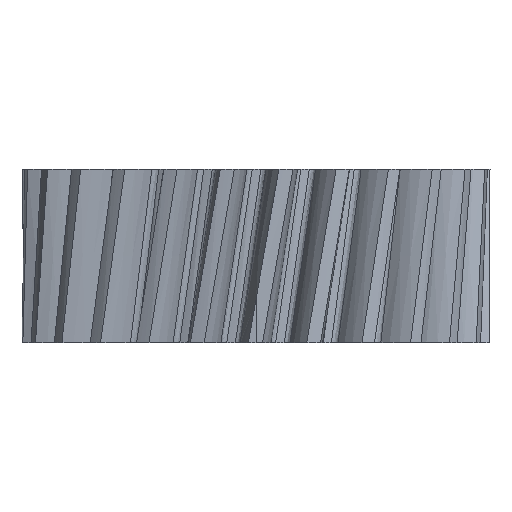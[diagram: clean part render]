
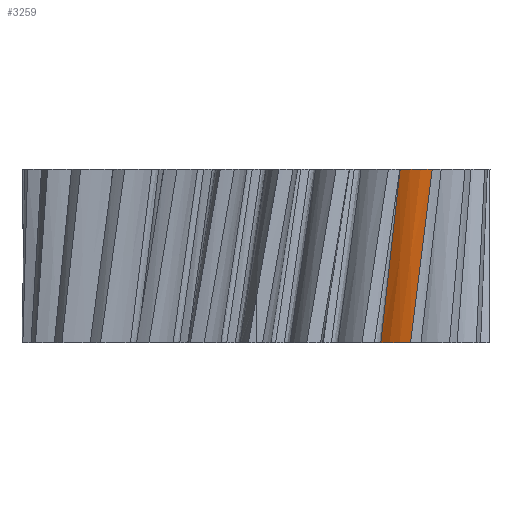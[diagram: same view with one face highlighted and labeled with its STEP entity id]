
A CAD part, left-side view. The second image highlights one B-rep face of the part: STEP entity #3259.
In plain terms, the highlighted free-form (B-spline) face has degree [3, 3] with [4, 5] control points.
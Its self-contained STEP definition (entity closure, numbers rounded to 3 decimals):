
#213 = CARTESIAN_POINT ( 'NONE',  ( -16.645, -15.163, 0. ) ) ;
#288 = CARTESIAN_POINT ( 'NONE',  ( -18.799, -15.678, -6.667 ) ) ;
#356 = VERTEX_POINT ( 'NONE', #3555 ) ;
#797 = CARTESIAN_POINT ( 'NONE',  ( -18.245, -19.137, 6.667 ) ) ;
#832 = ORIENTED_EDGE ( 'NONE', *, *, #5694, .F. ) ;
#836 = CARTESIAN_POINT ( 'NONE',  ( -15.962, -15.865, 6.667 ) ) ;
#908 = ORIENTED_EDGE ( 'NONE', *, *, #1553, .T. ) ;
#1180 = ORIENTED_EDGE ( 'NONE', *, *, #6489, .T. ) ;
#1381 = CARTESIAN_POINT ( 'NONE',  ( -19.323, -20.291, 0. ) ) ;
#1424 = CARTESIAN_POINT ( 'NONE',  ( -17.498, -18.956, 10. ) ) ;
#1449 = CARTESIAN_POINT ( 'NONE',  ( -18.009, -14.393, -10. ) ) ;
#1456 = B_SPLINE_CURVE_WITH_KNOTS ( 'NONE', 3,
 ( #2432, #1424, #6089, #5981 ),
 .UNSPECIFIED., .F., .F.,
 ( 4, 4 ),
 ( 0., 0.004 ),
 .UNSPECIFIED. ) ;
#1553 = EDGE_CURVE ( 'NONE', #2335, #356, #6423, .T. ) ;
#1995 = CARTESIAN_POINT ( 'NONE',  ( -19.065, -18.319, 0. ) ) ;
#2335 = VERTEX_POINT ( 'NONE', #6755 ) ;
#2349 = ORIENTED_EDGE ( 'NONE', *, *, #6852, .F. ) ;
#2432 = CARTESIAN_POINT ( 'NONE',  ( -17.783, -20.317, 10. ) ) ;
#2450 = CARTESIAN_POINT ( 'NONE',  ( -17.383, -15.178, -3.333 ) ) ;
#2567 = VERTEX_POINT ( 'NONE', #4634 ) ;
#2581 = CARTESIAN_POINT ( 'NONE',  ( -18.117, -16.501, 0. ) ) ;
#2604 = CARTESIAN_POINT ( 'NONE',  ( -16.702, -15.92, 3.333 ) ) ;
#2810 = EDGE_LOOP ( 'NONE', ( #1180, #908, #832, #2349 ) ) ;
#3147 = CARTESIAN_POINT ( 'NONE',  ( -19.5, -18.712, -3.334 ) ) ;
#3156 = CARTESIAN_POINT ( 'NONE',  ( -19.041, -15.333, -10. ) ) ;
#3162 = CARTESIAN_POINT ( 'NONE',  ( -17.379, -17.28, 6.667 ) ) ;
#3259 = ADVANCED_FACE ( 'NONE', ( #5588 ), #7050, .F. ) ;
#3555 = CARTESIAN_POINT ( 'NONE',  ( -18.009, -14.393, -10. ) ) ;
#3578 = B_SPLINE_CURVE_WITH_KNOTS ( 'NONE', 3,
 ( #7258, #3821, #3156, #6196 ),
 .UNSPECIFIED., .F., .F.,
 ( 4, 4 ),
 ( 0., 0.004 ),
 .UNSPECIFIED. ) ;
#3747 = CARTESIAN_POINT ( 'NONE',  ( -17.944, -21.495, 10. ) ) ;
#3787 = CARTESIAN_POINT ( 'NONE',  ( -17.815, -19.511, 10. ) ) ;
#3821 = CARTESIAN_POINT ( 'NONE',  ( -19.82, -16.514, -10. ) ) ;
#4255 = CARTESIAN_POINT ( 'NONE',  ( -18.413, -21.103, 6.667 ) ) ;
#4413 = CARTESIAN_POINT ( 'NONE',  ( -19.828, -17.45, -6.667 ) ) ;
#4634 = CARTESIAN_POINT ( 'NONE',  ( -20.279, -17.826, -10. ) ) ;
#4790 = B_SPLINE_CURVE_WITH_KNOTS ( 'NONE', 3,
 ( #7151, #5530, #3147, #5573 ),
 .UNSPECIFIED., .F., .F.,
 ( 4, 4 ),
 ( 0., 0.02 ),
 .UNSPECIFIED. ) ;
#4963 = CARTESIAN_POINT ( 'NONE',  ( -15.609, -16.206, 10. ) ) ;
#5359 = CARTESIAN_POINT ( 'NONE',  ( -17.783, -20.317, 10. ) ) ;
#5468 = CARTESIAN_POINT ( 'NONE',  ( -16.987, -17.637, 10. ) ) ;
#5530 = CARTESIAN_POINT ( 'NONE',  ( -18.671, -19.539, 3.334 ) ) ;
#5573 = CARTESIAN_POINT ( 'NONE',  ( -20.279, -17.826, -10. ) ) ;
#5588 = FACE_OUTER_BOUND ( 'NONE', #2810, .T. ) ;
#5624 = CARTESIAN_POINT ( 'NONE',  ( -19.141, -15.273, -10. ) ) ;
#5694 = EDGE_CURVE ( 'NONE', #2567, #356, #3578, .T. ) ;
#5981 = CARTESIAN_POINT ( 'NONE',  ( -15.98, -16.617, 10. ) ) ;
#6089 = CARTESIAN_POINT ( 'NONE',  ( -16.88, -17.684, 10. ) ) ;
#6122 = CARTESIAN_POINT ( 'NONE',  ( -20.592, -18.973, -10. ) ) ;
#6164 = CARTESIAN_POINT ( 'NONE',  ( -17.281, -14.417, -6.667 ) ) ;
#6196 = CARTESIAN_POINT ( 'NONE',  ( -18.009, -14.393, -10. ) ) ;
#6423 = B_SPLINE_CURVE_WITH_KNOTS ( 'NONE', 3,
 ( #6667, #2604, #2450, #1449 ),
 .UNSPECIFIED., .F., .F.,
 ( 4, 4 ),
 ( 0., 0.02 ),
 .UNSPECIFIED. ) ;
#6489 = EDGE_CURVE ( 'NONE', #6793, #2335, #1456, .T. ) ;
#6667 = CARTESIAN_POINT ( 'NONE',  ( -15.98, -16.617, 10. ) ) ;
#6755 = CARTESIAN_POINT ( 'NONE',  ( -15.98, -16.617, 10. ) ) ;
#6793 = VERTEX_POINT ( 'NONE', #5359 ) ;
#6797 = CARTESIAN_POINT ( 'NONE',  ( -17.588, -14.033, -10. ) ) ;
#6852 = EDGE_CURVE ( 'NONE', #6793, #2567, #4790, .T. ) ;
#7050 = B_SPLINE_SURFACE_WITH_KNOTS ( 'NONE', 3, 3, ( 
 ( #6122, #7342, #1381, #4255, #3747 ),
 ( #7377, #4413, #1995, #797, #3787 ),
 ( #5624, #288, #2581, #3162, #5468 ),
 ( #6797, #6164, #213, #836, #4963 ) ),
 .UNSPECIFIED., .F., .F., .F.,
 ( 4, 4 ),
 ( 4, 1, 4 ),
 ( 0., 1. ),
 ( 0., 0.5, 1. ),
 .UNSPECIFIED. ) ;
#7151 = CARTESIAN_POINT ( 'NONE',  ( -17.783, -20.317, 10. ) ) ;
#7258 = CARTESIAN_POINT ( 'NONE',  ( -20.279, -17.826, -10. ) ) ;
#7342 = CARTESIAN_POINT ( 'NONE',  ( -20.178, -19.422, -6.667 ) ) ;
#7377 = CARTESIAN_POINT ( 'NONE',  ( -20.206, -17.023, -10. ) ) ;
